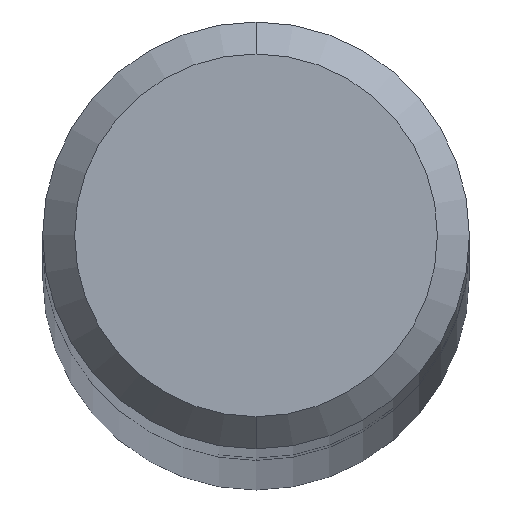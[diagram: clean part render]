
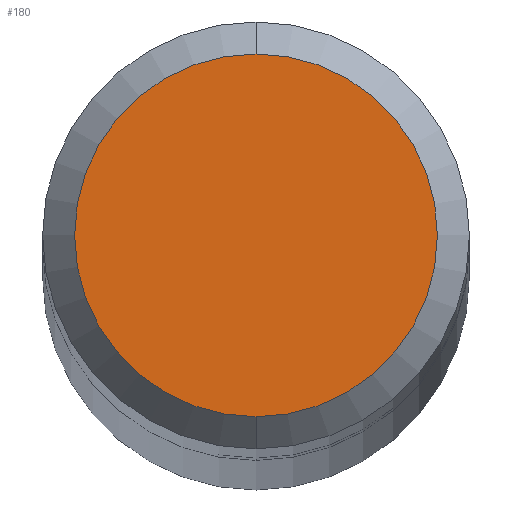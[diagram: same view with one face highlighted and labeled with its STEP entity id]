
A CAD part, top view. The second image highlights one B-rep face of the part: STEP entity #180.
In plain terms, the highlighted planar face has unit normal (0, 0, 1).
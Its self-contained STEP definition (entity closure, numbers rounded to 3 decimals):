
#180=ADVANCED_FACE('',(#467),#468,.T.);
#208=VERTEX_POINT('',#498);
#280=EDGE_CURVE('',#208,#370,#575,.T.);
#370=VERTEX_POINT('',#672);
#398=EDGE_CURVE('',#370,#208,#706,.T.);
#467=FACE_OUTER_BOUND('',#840,.T.);
#468=PLANE('',#841);
#498=CARTESIAN_POINT('',(0.0,1.7,0.));
#575=CIRCLE('',#1062,1.7);
#672=CARTESIAN_POINT('',(0.,-1.7,0.));
#706=CIRCLE('',#1296,1.7);
#840=EDGE_LOOP('',(#1379,#1380));
#841=AXIS2_PLACEMENT_3D('',#1381,#1382,#1383);
#1062=AXIS2_PLACEMENT_3D('',#1495,#1496,#1497);
#1296=AXIS2_PLACEMENT_3D('',#1627,#1628,#1629);
#1379=ORIENTED_EDGE('',*,*,#280,.F.);
#1380=ORIENTED_EDGE('',*,*,#398,.F.);
#1381=CARTESIAN_POINT('',(0.0,0.85,0.));
#1382=DIRECTION('',(-0.0,0.0,1.0));
#1383=DIRECTION('',(0.0,-1.0,0.0));
#1495=CARTESIAN_POINT('',(0.0,0.0,0.));
#1496=DIRECTION('',(0.0,0.0,-1.0));
#1497=DIRECTION('',(0.0,1.0,0.0));
#1627=CARTESIAN_POINT('',(0.0,0.0,0.));
#1628=DIRECTION('',(0.0,0.0,-1.0));
#1629=DIRECTION('',(0.0,1.0,0.0));
